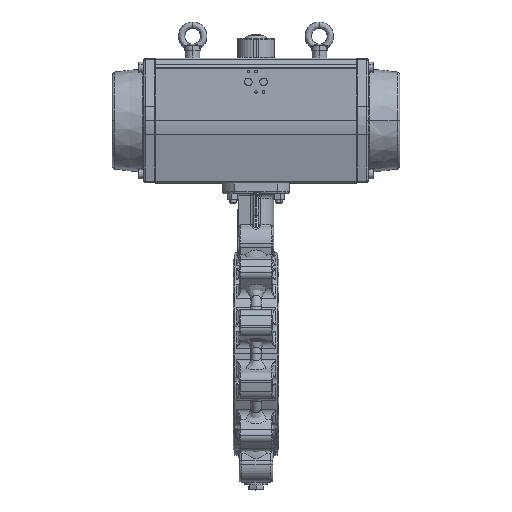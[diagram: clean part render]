
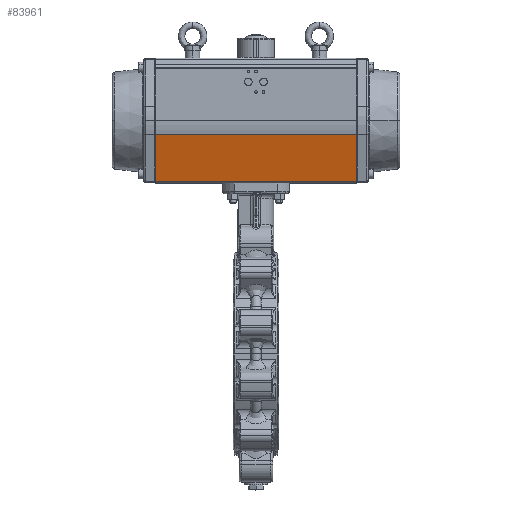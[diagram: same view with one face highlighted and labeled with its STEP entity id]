
A CAD part, top view. The second image highlights one B-rep face of the part: STEP entity #83961.
In plain terms, the highlighted planar face has unit normal (0, 0.255, -0.967).
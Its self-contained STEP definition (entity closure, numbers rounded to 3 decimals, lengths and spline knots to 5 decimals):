
#430 = DIRECTION ( 'NONE',  ( 0., 0.967, 0.255 ) ) ;
#1636 = VERTEX_POINT ( 'NONE', #48829 ) ;
#2550 = CARTESIAN_POINT ( 'NONE',  ( -0.19879, 0.28093, 0.59842 ) ) ;
#5505 = FACE_OUTER_BOUND ( 'NONE', #19408, .T. ) ;
#6480 = DIRECTION ( 'NONE',  ( 0., 0.255, -0.967 ) ) ;
#9568 = ORIENTED_EDGE ( 'NONE', *, *, #92899, .T. ) ;
#13017 = EDGE_CURVE ( 'NONE', #21489, #18091, #70003, .T. ) ;
#16780 = LINE ( 'NONE', #77683, #25212 ) ;
#18091 = VERTEX_POINT ( 'NONE', #54388 ) ;
#19408 = EDGE_LOOP ( 'NONE', ( #84113, #9568, #90717, #92585 ) ) ;
#20082 = LINE ( 'NONE', #52828, #43554 ) ;
#21489 = VERTEX_POINT ( 'NONE', #73115 ) ;
#22041 = VERTEX_POINT ( 'NONE', #2550 ) ;
#22573 = DIRECTION ( 'NONE',  ( 0., -0.967, -0.255 ) ) ;
#25212 = VECTOR ( 'NONE', #38722, 1. ) ;
#26404 = DIRECTION ( 'NONE',  ( -1., 0., 0. ) ) ;
#30183 = EDGE_CURVE ( 'NONE', #18091, #1636, #62857, .T. ) ;
#38722 = DIRECTION ( 'NONE',  ( 1., 0., 0. ) ) ;
#43554 = VECTOR ( 'NONE', #430, 1. ) ;
#43916 = PLANE ( 'NONE',  #85071 ) ;
#48829 = CARTESIAN_POINT ( 'NONE',  ( -0.19879, 0.20685, 0.57889 ) ) ;
#49354 = CARTESIAN_POINT ( 'NONE',  ( -0.19879, 0.20685, 0.57889 ) ) ;
#50361 = VECTOR ( 'NONE', #22573, 1. ) ;
#51792 = EDGE_CURVE ( 'NONE', #1636, #22041, #20082, .T. ) ;
#52828 = CARTESIAN_POINT ( 'NONE',  ( -0.19879, 0.20685, 0.57889 ) ) ;
#54388 = CARTESIAN_POINT ( 'NONE',  ( 0.11921, 0.20685, 0.57889 ) ) ;
#61448 = VECTOR ( 'NONE', #26404, 1. ) ;
#62857 = LINE ( 'NONE', #49354, #61448 ) ;
#70003 = LINE ( 'NONE', #91451, #50361 ) ;
#73115 = CARTESIAN_POINT ( 'NONE',  ( 0.11921, 0.28093, 0.59842 ) ) ;
#77683 = CARTESIAN_POINT ( 'NONE',  ( -0.19879, 0.28093, 0.59842 ) ) ;
#83961 = ADVANCED_FACE ( 'NONE', ( #5505 ), #43916, .T. ) ;
#84113 = ORIENTED_EDGE ( 'NONE', *, *, #51792, .T. ) ;
#85071 = AXIS2_PLACEMENT_3D ( 'NONE', #88357, #6480, #97313 ) ;
#88357 = CARTESIAN_POINT ( 'NONE',  ( -0.19879, 0.20685, 0.57889 ) ) ;
#90717 = ORIENTED_EDGE ( 'NONE', *, *, #13017, .T. ) ;
#91451 = CARTESIAN_POINT ( 'NONE',  ( 0.11921, 0.20685, 0.57889 ) ) ;
#92585 = ORIENTED_EDGE ( 'NONE', *, *, #30183, .T. ) ;
#92899 = EDGE_CURVE ( 'NONE', #22041, #21489, #16780, .T. ) ;
#97313 = DIRECTION ( 'NONE',  ( 0., 0.967, 0.255 ) ) ;
